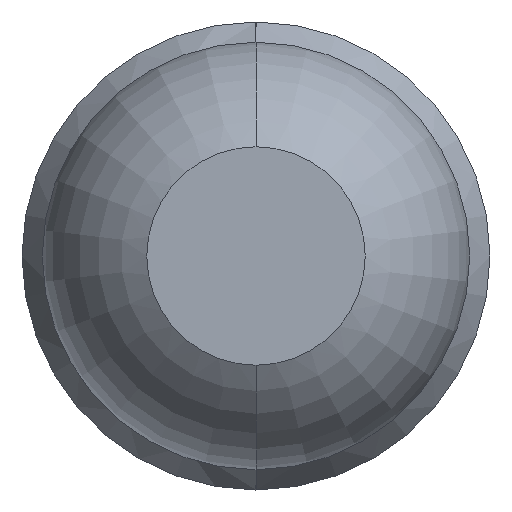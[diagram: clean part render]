
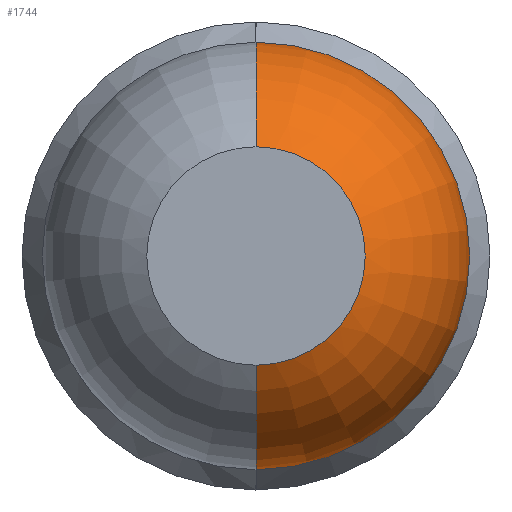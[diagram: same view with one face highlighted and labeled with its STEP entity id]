
A CAD part, front view. The second image highlights one B-rep face of the part: STEP entity #1744.
In plain terms, the highlighted toroidal (fillet/blend) face has major radius 0.035 mm and minor radius 0.65 mm.
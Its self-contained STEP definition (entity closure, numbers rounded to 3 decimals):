
#136 = DIRECTION ( 'NONE',  ( 0., -1., 0. ) ) ;
#142 = DIRECTION ( 'NONE',  ( 0., 0., -1. ) ) ;
#202 = EDGE_LOOP ( 'NONE', ( #1826, #3400, #2431, #2651 ) ) ;
#701 = VERTEX_POINT ( 'NONE', #3356 ) ;
#734 = AXIS2_PLACEMENT_3D ( 'NONE', #3070, #1219, #3157 ) ;
#763 = EDGE_CURVE ( 'NONE', #3642, #4499, #3959, .T. ) ;
#898 = DIRECTION ( 'NONE',  ( 0., 0., -1. ) ) ;
#975 = CARTESIAN_POINT ( 'NONE',  ( 0., -25., -0.35 ) ) ;
#1219 = DIRECTION ( 'NONE',  ( -1., 0., 0. ) ) ;
#1343 = CARTESIAN_POINT ( 'NONE',  ( 0., -24.431, 0. ) ) ;
#1407 = DIRECTION ( 'NONE',  ( 0., -1., 0. ) ) ;
#1537 = TOROIDAL_SURFACE ( 'NONE', #4391, 0.035, 0.65 ) ;
#1547 = EDGE_CURVE ( 'Defeature ausgef�hrt1_4+Defeature ausgef�hrt1_5+Defeature ausgef�hrt1_5+Defeature ausgef�hrt1_5', #3642, #4149, #3276, .T. ) ;
#1625 = CARTESIAN_POINT ( 'NONE',  ( 0., -24.431, 0.035 ) ) ;
#1744 = ADVANCED_FACE ( 'Defeature ausgef�hrt1_4', ( #2512 ), #1537, .T. ) ;
#1781 = DIRECTION ( 'NONE',  ( 0., 0., -1. ) ) ;
#1826 = ORIENTED_EDGE ( 'NONE', *, *, #1547, .T. ) ;
#2123 = CIRCLE ( 'NONE', #4301, 0.65 ) ;
#2338 = DIRECTION ( 'NONE',  ( 0., -1., 0. ) ) ;
#2362 = EDGE_CURVE ( 'NONE', #4149, #701, #2123, .T. ) ;
#2364 = EDGE_CURVE ( 'Defeature ausgef�hrt1_14+Defeature ausgef�hrt1_4+Defeature ausgef�hrt1_4+Defeature ausgef�hrt1_4', #4499, #701, #3852, .T. ) ;
#2431 = ORIENTED_EDGE ( 'NONE', *, *, #2364, .F. ) ;
#2512 = FACE_OUTER_BOUND ( 'NONE', #202, .T. ) ;
#2651 = ORIENTED_EDGE ( 'NONE', *, *, #763, .F. ) ;
#2767 = DIRECTION ( 'NONE',  ( 0., 0., -1. ) ) ;
#3063 = CARTESIAN_POINT ( 'NONE',  ( 0., -24.431, 0. ) ) ;
#3070 = CARTESIAN_POINT ( 'NONE',  ( 0., -24.431, -0.035 ) ) ;
#3157 = DIRECTION ( 'NONE',  ( 0., 0., 1. ) ) ;
#3276 = CIRCLE ( 'NONE', #3714, 0.685 ) ;
#3356 = CARTESIAN_POINT ( 'NONE',  ( 0., -25., 0.35 ) ) ;
#3400 = ORIENTED_EDGE ( 'NONE', *, *, #2362, .T. ) ;
#3462 = DIRECTION ( 'NONE',  ( 1., 0., 0. ) ) ;
#3492 = CARTESIAN_POINT ( 'NONE',  ( 0., -25., 0. ) ) ;
#3642 = VERTEX_POINT ( 'NONE', #3828 ) ;
#3710 = CARTESIAN_POINT ( 'NONE',  ( 0., -24.431, 0.685 ) ) ;
#3714 = AXIS2_PLACEMENT_3D ( 'NONE', #1343, #1407, #1781 ) ;
#3828 = CARTESIAN_POINT ( 'NONE',  ( 0., -24.431, -0.685 ) ) ;
#3852 = CIRCLE ( 'NONE', #4789, 0.35 ) ;
#3959 = CIRCLE ( 'NONE', #734, 0.65 ) ;
#4149 = VERTEX_POINT ( 'NONE', #3710 ) ;
#4301 = AXIS2_PLACEMENT_3D ( 'NONE', #1625, #3462, #2767 ) ;
#4391 = AXIS2_PLACEMENT_3D ( 'NONE', #3063, #2338, #142 ) ;
#4499 = VERTEX_POINT ( 'NONE', #975 ) ;
#4789 = AXIS2_PLACEMENT_3D ( 'NONE', #3492, #136, #898 ) ;
